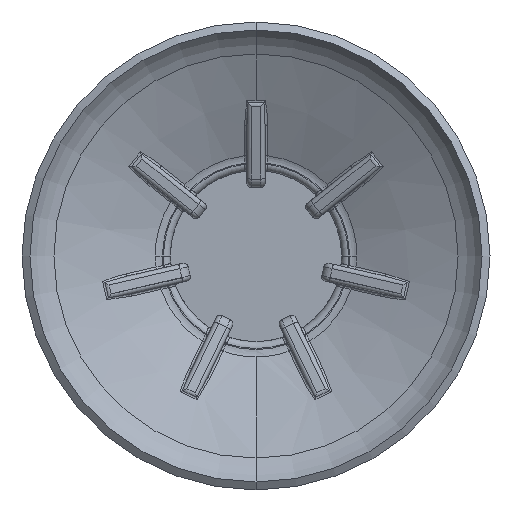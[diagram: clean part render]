
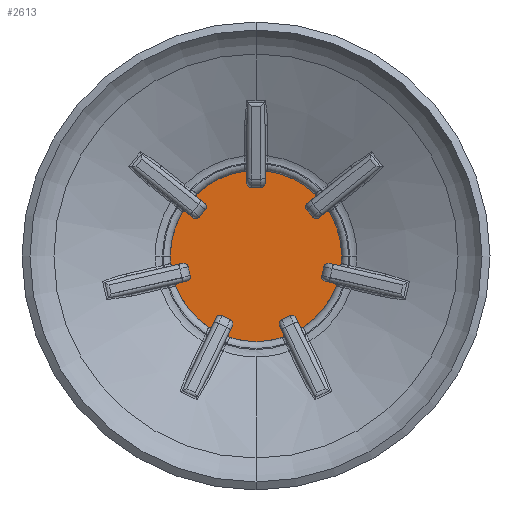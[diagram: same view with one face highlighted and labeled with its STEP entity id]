
A CAD part, front view. The second image highlights one B-rep face of the part: STEP entity #2613.
In plain terms, the highlighted planar face has unit normal (0, -1, 0).
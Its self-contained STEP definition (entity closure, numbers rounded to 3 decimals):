
#2613=ADVANCED_FACE('NONE',(#5241),#5242,.F.);
#5241=FACE_OUTER_BOUND('',#15487,.T.);
#5242=PLANE('',#15488);
#15487=EDGE_LOOP('',(#22107,#22108,#22109,#22110,#22111,#22112,#22113,#22114));
#15488=AXIS2_PLACEMENT_3D('',#22115,#22116,#22117);
#22107=ORIENTED_EDGE('',*,*,#22877,.F.);
#22108=ORIENTED_EDGE('',*,*,#22886,.T.);
#22109=ORIENTED_EDGE('',*,*,#22885,.F.);
#22110=ORIENTED_EDGE('',*,*,#22884,.T.);
#22111=ORIENTED_EDGE('',*,*,#22883,.F.);
#22112=ORIENTED_EDGE('',*,*,#23142,.F.);
#22113=ORIENTED_EDGE('',*,*,#23141,.T.);
#22114=ORIENTED_EDGE('',*,*,#23140,.F.);
#22115=CARTESIAN_POINT('',(5.08,-18.644,0.0));
#22116=DIRECTION('',(0.,1.0,0.));
#22117=DIRECTION('',(1.0,0.0,0.));
#22877=EDGE_CURVE('NONE',#26208,#26209,#26210,.T.);
#22883=EDGE_CURVE('NONE',#26218,#26220,#26221,.T.);
#22884=EDGE_CURVE('NONE',#26222,#26220,#26223,.T.);
#22885=EDGE_CURVE('NONE',#26222,#26224,#26225,.T.);
#22886=EDGE_CURVE('NONE',#26208,#26224,#26226,.T.);
#23140=EDGE_CURVE('NONE',#26209,#26627,#26628,.T.);
#23141=EDGE_CURVE('NONE',#26629,#26627,#26630,.T.);
#23142=EDGE_CURVE('NONE',#26629,#26218,#26631,.T.);
#26208=VERTEX_POINT('NONE',#30926);
#26209=VERTEX_POINT('NONE',#30927);
#26210=CIRCLE('',#30928,4.05);
#26218=VERTEX_POINT('NONE',#30936);
#26220=VERTEX_POINT('NONE',#30938);
#26221=CIRCLE('',#30939,4.05);
#26222=VERTEX_POINT('NONE',#30940);
#26223=B_SPLINE_CURVE_WITH_KNOTS('',3,(#30941,#30942,#30943,#30944),.UNSPECIFIED.,.F.,.F.,(4,4),(0.0,1.0),.UNSPECIFIED.);
#26224=VERTEX_POINT('NONE',#30945);
#26225=CIRCLE('',#30946,4.05);
#26226=B_SPLINE_CURVE_WITH_KNOTS('',3,(#30947,#30948,#30949,#30950),.UNSPECIFIED.,.F.,.F.,(4,4),(0.0,1.0),.UNSPECIFIED.);
#26627=VERTEX_POINT('NONE',#32332);
#26628=CIRCLE('',#32333,4.05);
#26629=VERTEX_POINT('NONE',#32334);
#26630=B_SPLINE_CURVE_WITH_KNOTS('',3,(#32335,#32336,#32337,#32338),.UNSPECIFIED.,.F.,.F.,(4,4),(0.0,1.0),.UNSPECIFIED.);
#26631=CIRCLE('',#32339,4.05);
#30926=CARTESIAN_POINT('',(3.026,-18.644,2.691));
#30927=CARTESIAN_POINT('',(4.05,-18.644,0.));
#30928=AXIS2_PLACEMENT_3D('',#40380,#40381,#40382);
#30936=CARTESIAN_POINT('',(-4.05,-18.644,0.0));
#30938=CARTESIAN_POINT('',(-3.967,-18.644,0.818));
#30939=AXIS2_PLACEMENT_3D('',#40398,#40399,#40400);
#30940=CARTESIAN_POINT('',(-3.844,-18.644,1.275));
#30941=CARTESIAN_POINT('',(-3.844,-18.644,1.275));
#30942=CARTESIAN_POINT('',(-3.846,-18.644,1.112));
#30943=CARTESIAN_POINT('',(-3.887,-18.644,0.96));
#30944=CARTESIAN_POINT('',(-3.967,-18.644,0.818));
#30945=CARTESIAN_POINT('',(2.691,-18.644,3.026));
#30946=AXIS2_PLACEMENT_3D('',#40401,#40402,#40403);
#30947=CARTESIAN_POINT('',(3.026,-18.644,2.691));
#30948=CARTESIAN_POINT('',(2.887,-18.644,2.775));
#30949=CARTESIAN_POINT('',(2.775,-18.644,2.887));
#30950=CARTESIAN_POINT('',(2.691,-18.644,3.026));
#32332=CARTESIAN_POINT('',(1.275,-18.644,-3.844));
#32333=AXIS2_PLACEMENT_3D('',#40646,#40647,#40648);
#32334=CARTESIAN_POINT('',(0.818,-18.644,-3.967));
#32335=CARTESIAN_POINT('',(0.818,-18.644,-3.967));
#32336=CARTESIAN_POINT('',(0.96,-18.644,-3.887));
#32337=CARTESIAN_POINT('',(1.112,-18.644,-3.846));
#32338=CARTESIAN_POINT('',(1.275,-18.644,-3.844));
#32339=AXIS2_PLACEMENT_3D('',#40649,#40650,#40651);
#40380=CARTESIAN_POINT('',(0.,-18.644,0.0));
#40381=DIRECTION('',(0.0,1.0,-0.0));
#40382=DIRECTION('',(-1.0,0.0,0.0));
#40398=CARTESIAN_POINT('',(0.,-18.644,0.0));
#40399=DIRECTION('',(0.0,1.0,-0.0));
#40400=DIRECTION('',(-1.0,0.0,0.0));
#40401=CARTESIAN_POINT('',(0.,-18.644,0.0));
#40402=DIRECTION('',(0.0,1.0,-0.0));
#40403=DIRECTION('',(-1.0,0.0,0.0));
#40646=CARTESIAN_POINT('',(0.,-18.644,0.0));
#40647=DIRECTION('',(0.0,1.0,-0.0));
#40648=DIRECTION('',(-1.0,0.0,0.0));
#40649=CARTESIAN_POINT('',(0.,-18.644,0.0));
#40650=DIRECTION('',(0.0,1.0,-0.0));
#40651=DIRECTION('',(-1.0,0.0,0.0));
